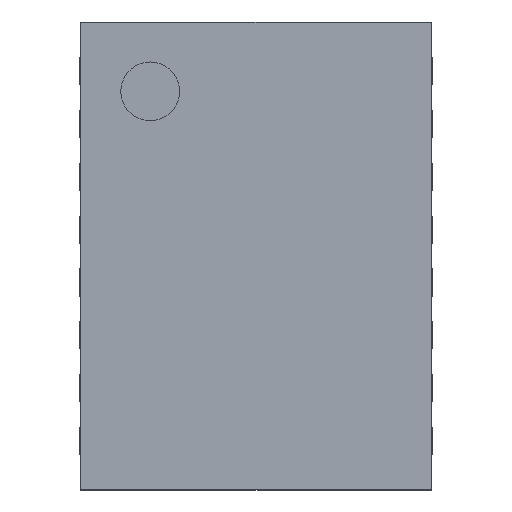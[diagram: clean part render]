
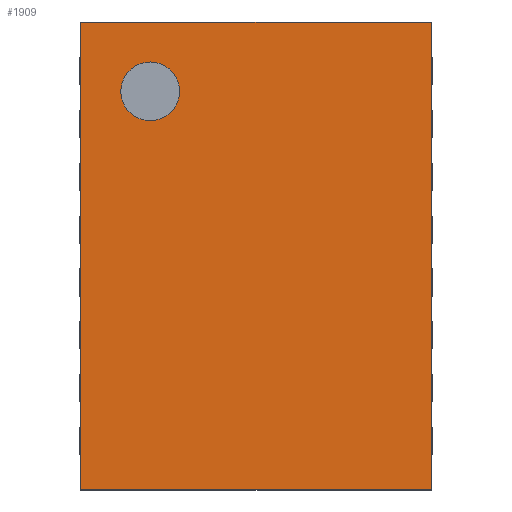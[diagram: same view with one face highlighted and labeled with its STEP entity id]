
A CAD part, top view. The second image highlights one B-rep face of the part: STEP entity #1909.
In plain terms, the highlighted planar face has unit normal (0, 0, 1).
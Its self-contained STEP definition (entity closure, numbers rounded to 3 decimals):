
#12=DIRECTION('',(0.,0.,1.));
#157=VECTOR('',#158,1.);
#158=DIRECTION('',(0.,-1.,0.));
#164=VECTOR('',#165,1.);
#165=DIRECTION('',(1.,0.,0.));
#186=DIRECTION('',(0.,0.,-1.));
#570=VERTEX_POINT('',#571);
#571=CARTESIAN_POINT('',(1.49,1.99,0.77));
#574=EDGE_CURVE('',#570,#575,#577,.T.);
#575=VERTEX_POINT('',#576);
#576=CARTESIAN_POINT('',(1.49,-1.99,0.77));
#577=LINE('',#571,#157);
#712=VERTEX_POINT('',#713);
#713=CARTESIAN_POINT('',(-1.49,1.99,0.77));
#716=ORIENTED_EDGE('',*,*,#717,.F.);
#717=EDGE_CURVE('',#712,#570,#718,.T.);
#718=LINE('',#713,#164);
#750=ORIENTED_EDGE('',*,*,#751,.T.);
#751=EDGE_CURVE('',#712,#752,#754,.T.);
#752=VERTEX_POINT('',#753);
#753=CARTESIAN_POINT('',(-1.49,-1.99,0.77));
#754=LINE('',#713,#157);
#1829=EDGE_CURVE('',#752,#575,#1830,.T.);
#1830=LINE('',#753,#164);
#1909=ADVANCED_FACE('',(#1910,#1914),#1923,.T.);
#1910=FACE_BOUND('',#1911,.T.);
#1911=EDGE_LOOP('',(#716,#750,#1912,#1913));
#1912=ORIENTED_EDGE('',*,*,#1829,.T.);
#1913=ORIENTED_EDGE('',*,*,#574,.F.);
#1914=FACE_BOUND('',#1915,.T.);
#1915=EDGE_LOOP('',(#1916));
#1916=ORIENTED_EDGE('',*,*,#1917,.T.);
#1917=EDGE_CURVE('',#1918,#1918,#1920,.T.);
#1918=VERTEX_POINT('',#1919);
#1919=CARTESIAN_POINT('',(-0.9,1.15,0.77));
#1920=CIRCLE('',#1921,0.25);
#1921=AXIS2_PLACEMENT_3D('',#1922,#186,#158);
#1922=CARTESIAN_POINT('',(-0.9,1.4,0.77));
#1923=PLANE('',#1924);
#1924=AXIS2_PLACEMENT_3D('',#713,#12,#158);
